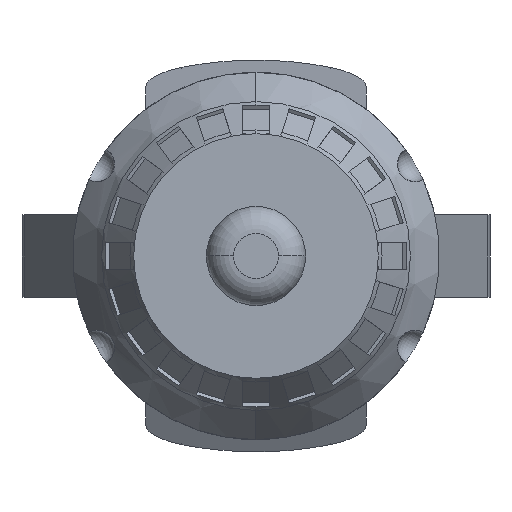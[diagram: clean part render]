
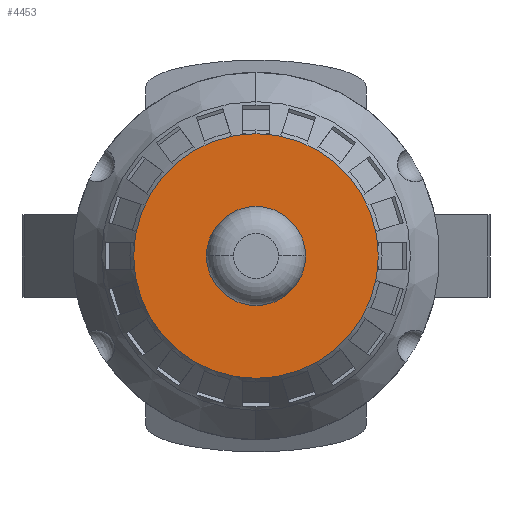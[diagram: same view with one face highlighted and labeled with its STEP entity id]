
A CAD part, left-side view. The second image highlights one B-rep face of the part: STEP entity #4453.
In plain terms, the highlighted planar face has unit normal (-1, 0, 0).
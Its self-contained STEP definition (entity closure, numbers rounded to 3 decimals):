
#329 = CIRCLE ( 'NONE', #4639, 6.664 ) ;
#790 = ORIENTED_EDGE ( 'NONE', *, *, #4868, .T. ) ;
#869 = CARTESIAN_POINT ( 'NONE',  ( -40.65, 0., 0. ) ) ;
#891 = EDGE_LOOP ( 'NONE', ( #790, #3626 ) ) ;
#1320 = DIRECTION ( 'NONE',  ( -1., 0., 0. ) ) ;
#1450 = DIRECTION ( 'NONE',  ( 0., 0., 1. ) ) ;
#2083 = VERTEX_POINT ( 'NONE', #2655 ) ;
#2328 = CARTESIAN_POINT ( 'NONE',  ( -40.65, 0., -6.664 ) ) ;
#2655 = CARTESIAN_POINT ( 'NONE',  ( -40.65, 0., 6.664 ) ) ;
#3620 = DIRECTION ( 'NONE',  ( -1., 0., 0. ) ) ;
#3626 = ORIENTED_EDGE ( 'NONE', *, *, #5739, .T. ) ;
#4096 = AXIS2_PLACEMENT_3D ( 'NONE', #869, #4519, #6081 ) ;
#4387 = VERTEX_POINT ( 'NONE', #2328 ) ;
#4453 = ADVANCED_FACE ( 'NONE', ( #6085 ), #5055, .F. ) ;
#4519 = DIRECTION ( 'NONE',  ( 1., 0., 0. ) ) ;
#4639 = AXIS2_PLACEMENT_3D ( 'NONE', #6225, #3620, #1450 ) ;
#4868 = EDGE_CURVE ( 'NONE', #4387, #2083, #5621, .T. ) ;
#5055 = PLANE ( 'NONE',  #4096 ) ;
#5500 = CARTESIAN_POINT ( 'NONE',  ( -40.65, 0., 0. ) ) ;
#5621 = CIRCLE ( 'NONE', #5852, 6.664 ) ;
#5739 = EDGE_CURVE ( 'NONE', #2083, #4387, #329, .T. ) ;
#5852 = AXIS2_PLACEMENT_3D ( 'NONE', #5500, #1320, #6632 ) ;
#6081 = DIRECTION ( 'NONE',  ( 0., 0., -1. ) ) ;
#6085 = FACE_OUTER_BOUND ( 'NONE', #891, .T. ) ;
#6225 = CARTESIAN_POINT ( 'NONE',  ( -40.65, 0., 0. ) ) ;
#6632 = DIRECTION ( 'NONE',  ( 0., 0., 1. ) ) ;
